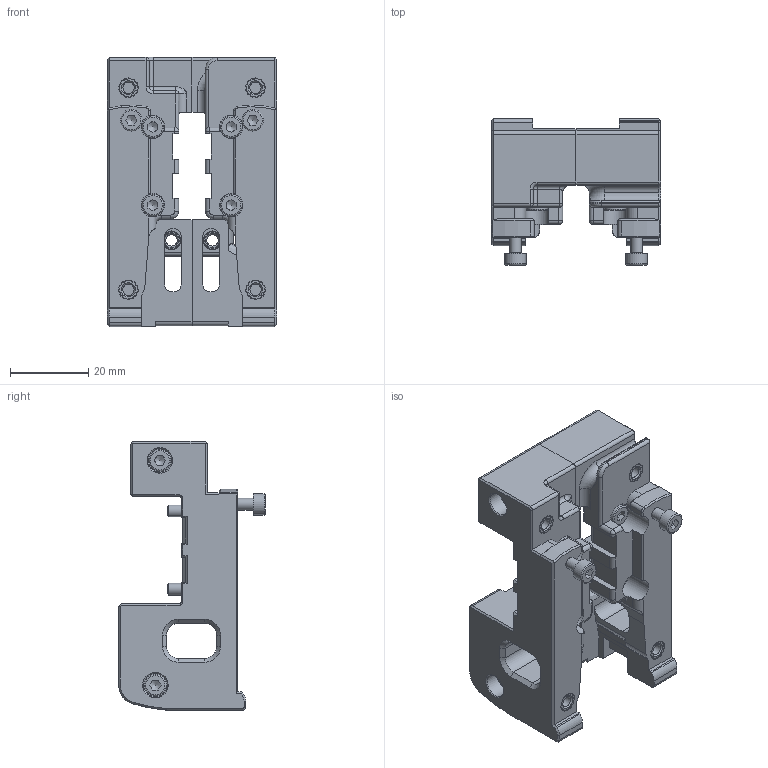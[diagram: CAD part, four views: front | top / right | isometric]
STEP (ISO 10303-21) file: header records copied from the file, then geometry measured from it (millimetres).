
FILE_DESCRIPTION(/* description */ (''),/* implementation_level */ '2;1');
FILE_NAME(/* name */ 'X Carriage Cartographer Mount v1.step',/* time_stamp */ '2024-03-03T18:17:27+01:00',/* author */ (''),/* organization */ (''),/* preprocessor_version */ 'ST-DEVELOPER v20',/* originating_system */ 'Autodesk Translation Framework v12.20.1.177',/* authorisation */ '');
FILE_SCHEMA (('AUTOMOTIVE_DESIGN { 1 0 10303 214 3 1 1 }'));
Length unit declared in the file: millimetre
Products named in the file (14): X Carriage Cartographer Mountv1; X_Carriage; X_Carriage_Printed; x_carriage_frame_right; x_carriage_frame_left; probe_bracket; Part38; X_Carriage_Hardware; 3x6mm Magnet (1); M3x30 SHCS (1) (1); M3x12 SHCS (1) (1); M3 Threaded Insert (1) (1); M3x8 SHCS (1) (1); M3 Hext Nut
Assembly tree (24 placements, depth 5):
  X Carriage Cartographer Mountv1
    X_Carriage
      X_Carriage_Printed
        x_carriage_frame_right
        x_carriage_frame_left
        probe_bracket
          M3 Threaded Insert (1) (1)  x2
          Part38
      X_Carriage_Hardware
        M3 Hext Nut  x2
        M3x30 SHCS (1) (1)  x2
        M3x12 SHCS (1) (1)  x2
        M3x8 SHCS (1) (1)  x4
        3x6mm Magnet (1)
        M3 Threaded Insert (1) (1)  x4
Bounding box: 43.2 x 37.4 x 68.75 mm (x, y, z)
Volume: 38654.5 mm3; surface area: 21521.3 mm2
Topology: 20 solids, 20 shells, 1631 faces, 4446 edges, 2884 vertices
Faces by surface type: plane 562, bspline 492, cylinder 362, cone 173, torus 37, sphere 5
Full cylindrical faces by diameter (mm): 1.9 x2, 2.9 x8, 3 x10, 3.3 x2, 3.4 x8, 4.1 x6, 4.25 x12, 4.7 x4, 4.8 x2, 5.5 x8, 6 x7
Entity records: 33869 total; most frequent: CARTESIAN_POINT 11580, ORIENTED_EDGE 4760, DIRECTION 4380, EDGE_CURVE 2380, VERTEX_POINT 1518, AXIS2_PLACEMENT_3D 1488, LINE 1404, VECTOR 1404
